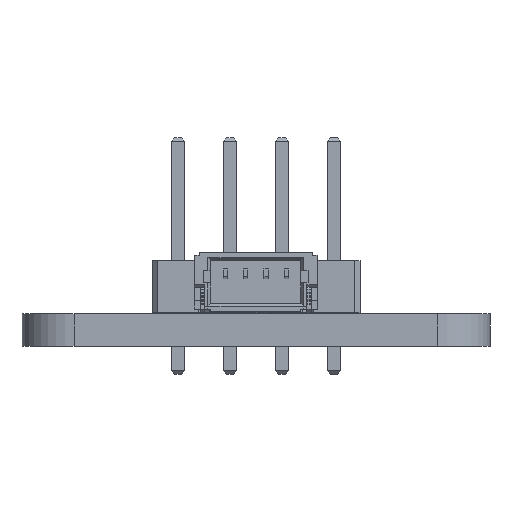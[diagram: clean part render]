
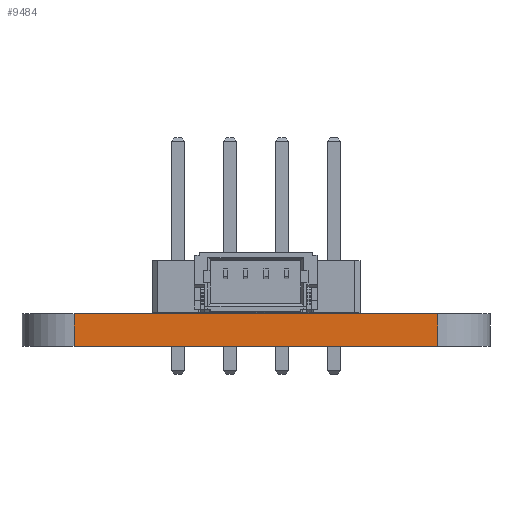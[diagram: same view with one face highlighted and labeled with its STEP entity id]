
A CAD part, left-side view. The second image highlights one B-rep face of the part: STEP entity #9484.
In plain terms, the highlighted planar face has unit normal (-1, 0, 0).
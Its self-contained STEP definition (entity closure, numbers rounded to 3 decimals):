
#202 = CARTESIAN_POINT ( 'NONE',  ( -24.13, 8.89, 0. ) ) ;
#349 = EDGE_CURVE ( 'NONE', #2386, #17220, #9274, .T. ) ;
#618 = ORIENTED_EDGE ( 'NONE', *, *, #2709, .F. ) ;
#1677 = AXIS2_PLACEMENT_3D ( 'NONE', #9697, #16438, #3760 ) ;
#1899 = EDGE_CURVE ( 'NONE', #5007, #2386, #5760, .T. ) ;
#2386 = VERTEX_POINT ( 'NONE', #5918 ) ;
#2709 = EDGE_CURVE ( 'NONE', #13212, #17220, #5340, .T. ) ;
#3760 = DIRECTION ( 'NONE',  ( 0., 1., 0. ) ) ;
#3982 = CARTESIAN_POINT ( 'NONE',  ( -24.13, 8.89, 1.6 ) ) ;
#4041 = FACE_OUTER_BOUND ( 'NONE', #5436, .T. ) ;
#4729 = CARTESIAN_POINT ( 'NONE',  ( -24.13, -8.89, 1.6 ) ) ;
#5007 = VERTEX_POINT ( 'NONE', #202 ) ;
#5340 = LINE ( 'NONE', #3982, #11711 ) ;
#5432 = DIRECTION ( 'NONE',  ( 0., -1., 0. ) ) ;
#5436 = EDGE_LOOP ( 'NONE', ( #12430, #15622, #618, #10289 ) ) ;
#5760 = LINE ( 'NONE', #8326, #7789 ) ;
#5918 = CARTESIAN_POINT ( 'NONE',  ( -24.13, -8.89, 0. ) ) ;
#7630 = CARTESIAN_POINT ( 'NONE',  ( -24.13, 8.89, 1.6 ) ) ;
#7686 = CARTESIAN_POINT ( 'NONE',  ( -24.13, 8.89, 0. ) ) ;
#7744 = VECTOR ( 'NONE', #14825, 1000. ) ;
#7789 = VECTOR ( 'NONE', #16634, 1000. ) ;
#8326 = CARTESIAN_POINT ( 'NONE',  ( -24.13, 8.89, 0. ) ) ;
#9274 = LINE ( 'NONE', #16467, #7744 ) ;
#9484 = ADVANCED_FACE ( 'NONE', ( #4041 ), #13428, .F. ) ;
#9697 = CARTESIAN_POINT ( 'NONE',  ( -24.13, 8.89, 0. ) ) ;
#10289 = ORIENTED_EDGE ( 'NONE', *, *, #13570, .F. ) ;
#11711 = VECTOR ( 'NONE', #5432, 1000. ) ;
#12430 = ORIENTED_EDGE ( 'NONE', *, *, #1899, .T. ) ;
#13212 = VERTEX_POINT ( 'NONE', #7630 ) ;
#13428 = PLANE ( 'NONE',  #1677 ) ;
#13570 = EDGE_CURVE ( 'NONE', #5007, #13212, #16163, .T. ) ;
#14825 = DIRECTION ( 'NONE',  ( 0., 0., 1. ) ) ;
#14828 = VECTOR ( 'NONE', #16081, 1000. ) ;
#15622 = ORIENTED_EDGE ( 'NONE', *, *, #349, .T. ) ;
#16081 = DIRECTION ( 'NONE',  ( 0., 0., 1. ) ) ;
#16163 = LINE ( 'NONE', #7686, #14828 ) ;
#16438 = DIRECTION ( 'NONE',  ( 1., 0., 0. ) ) ;
#16467 = CARTESIAN_POINT ( 'NONE',  ( -24.13, -8.89, 0. ) ) ;
#16634 = DIRECTION ( 'NONE',  ( 0., -1., 0. ) ) ;
#17220 = VERTEX_POINT ( 'NONE', #4729 ) ;
